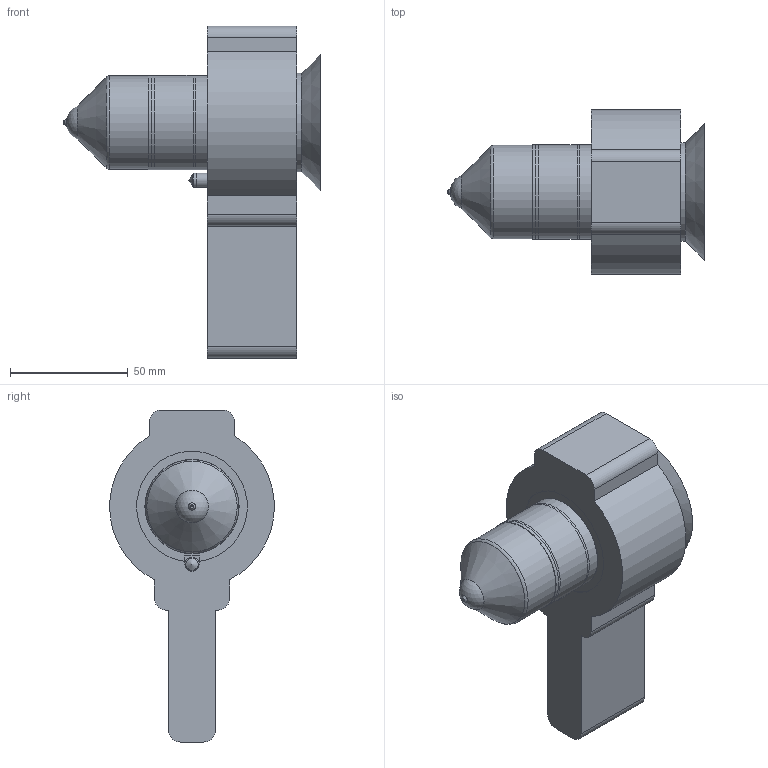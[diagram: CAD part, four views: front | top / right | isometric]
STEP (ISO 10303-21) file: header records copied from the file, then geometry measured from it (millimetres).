
FILE_DESCRIPTION (( 'STEP AP214' ), '1' );
FILE_NAME ('Dysza centralna - 40x61 EA-WP40.STEP', '2017-05-31T07:06:11', ( '' ), ( '' ), 'SwSTEP 2.0', 'SolidWorks 2016', '' );
FILE_SCHEMA (( 'AUTOMOTIVE_DESIGN' ));
Length unit declared in the file: millimetre
Products named in the file (10): nak³adka - EA-WP-40; komora nak³adki 40; grza³ka opaskowa 46x22 - nak³adka 40 - 40000-09; nak³adka 40 - 40000-11; nakladka do dyszy centralnej 40 - 40000-11; pierœcieñ nak³adki 40; 40x061 - dysza - 40061-00_Standard; 40x061 - komora_Standard; 40x061 - korpus - 40061-02; Dysza centralna - 40x61 EA-WP40
Assembly tree (9 placements, depth 4):
  Dysza centralna - 40x61 EA-WP40
    40x061 - dysza - 40061-00_Standard
      40x061 - korpus - 40061-02
      40x061 - komora_Standard
    nak³adka - EA-WP-40
      nak³adka 40 - 40000-11
        pierœcieñ nak³adki 40
        nakladka do dyszy centralnej 40 - 40000-11
      grza³ka opaskowa 46x22 - nak³adka 40 - 40000-09
      komora nak³adki 40
Bounding box: 109 x 69.92 x 141 mm (x, y, z)
Volume: 408611.1 mm3; surface area: 86699.8 mm2
Topology: 9 solids, 12 shells, 277 faces, 657 edges, 409 vertices
Faces by surface type: cylinder 95, plane 83, torus 42, cone 37, bspline 10, sphere 10
Full cylindrical faces by diameter (mm): 1.5 x1, 2 x1, 3 x1, 4.5 x3, 5 x3, 6 x4, 8 x1, 10 x1, 12 x3, 12.1 x1, 15 x1, 15.6 x2, 15.7 x1, 16 x2, 18.2 x1, 18.3 x1, 20.04 x2, 20.8 x1, 22.1 x6, 29 x1, 32 x1, 38 x2, 39.6 x1, 40 x4, 42 x3, 46 x2
Entity records: 13083 total; most frequent: CARTESIAN_POINT 7105, DIRECTION 1199, ORIENTED_EDGE 1014, AXIS2_PLACEMENT_3D 510, EDGE_CURVE 507, EDGE_LOOP 391, VERTEX_POINT 364, FACE_OUTER_BOUND 338
